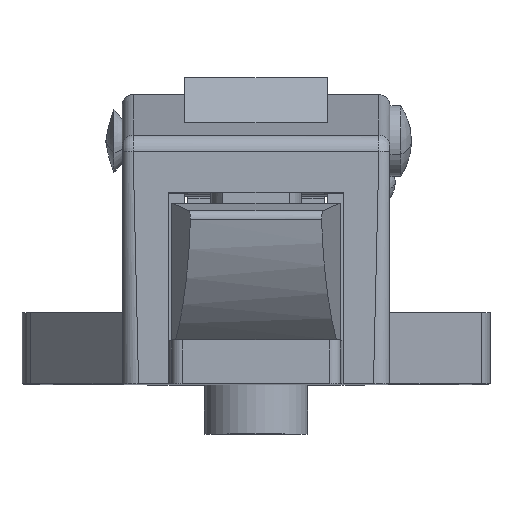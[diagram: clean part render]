
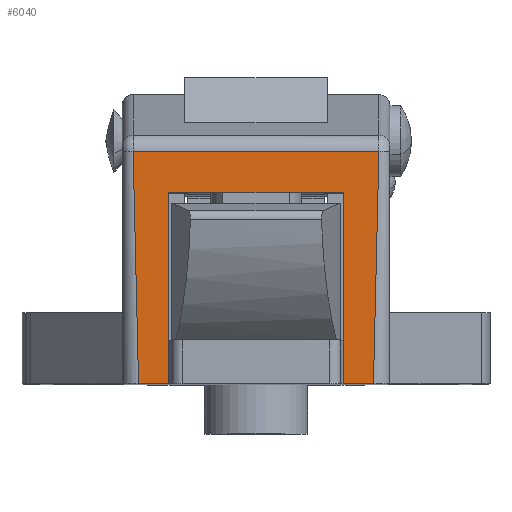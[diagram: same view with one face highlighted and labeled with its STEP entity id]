
A CAD part, top view. The second image highlights one B-rep face of the part: STEP entity #6040.
In plain terms, the highlighted planar face has unit normal (0, 0, 1).
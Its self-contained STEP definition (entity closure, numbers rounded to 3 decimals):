
#490 = CARTESIAN_POINT ( 'NONE',  ( 22.5, 42.496, 0. ) ) ;
#491 = CARTESIAN_POINT ( 'NONE',  ( 22.5, 28.331, 0. ) ) ;
#492 = CARTESIAN_POINT ( 'NONE',  ( 21.5, 14.165, 0. ) ) ;
#493 = CARTESIAN_POINT ( 'NONE',  ( 21.5, 0., 0. ) ) ;
#494 = CARTESIAN_POINT ( 'NONE',  ( 22.5, 42.496, 0. ) ) ;
#495 = B_SPLINE_CURVE_WITH_KNOTS ( 'NONE', 3,
 ( #493, #492, #491, #490 ),
 .UNSPECIFIED., .F., .F.,
 ( 4, 4 ),
 ( 0.667, 1. ),
 .UNSPECIFIED. ) ;
#509 = CARTESIAN_POINT ( 'NONE',  ( -16., 35., 0. ) ) ;
#510 = CARTESIAN_POINT ( 'NONE',  ( 16., 35., 0. ) ) ;
#511 = DIRECTION ( 'NONE',  ( -1., 0., 0. ) ) ;
#512 = VECTOR ( 'NONE', #511, 1000. ) ;
#513 = CARTESIAN_POINT ( 'NONE',  ( -16., 35., 0. ) ) ;
#518 = LINE ( 'NONE', #513, #512 ) ;
#595 = DIRECTION ( 'NONE',  ( 0., -1., 0. ) ) ;
#596 = VECTOR ( 'NONE', #595, 1000. ) ;
#597 = CARTESIAN_POINT ( 'NONE',  ( 16., 35., 0. ) ) ;
#598 = LINE ( 'NONE', #597, #596 ) ;
#644 = DIRECTION ( 'NONE',  ( -1., 0., 0. ) ) ;
#645 = DIRECTION ( 'NONE',  ( 0., 0., -1. ) ) ;
#646 = CARTESIAN_POINT ( 'NONE',  ( -24.5, 13., 0. ) ) ;
#647 = AXIS2_PLACEMENT_3D ( 'NONE', #646, #645, #644 ) ;
#648 = PLANE ( 'NONE',  #647 ) ;
#649 = FACE_OUTER_BOUND ( 'NONE', #5994, .T. ) ;
#711 = DIRECTION ( 'NONE',  ( 0., -1., 0. ) ) ;
#712 = VECTOR ( 'NONE', #711, 1000. ) ;
#713 = CARTESIAN_POINT ( 'NONE',  ( -16., 35., 0. ) ) ;
#714 = LINE ( 'NONE', #713, #712 ) ;
#720 = CARTESIAN_POINT ( 'NONE',  ( -21.5, 0., 0. ) ) ;
#721 = CARTESIAN_POINT ( 'NONE',  ( -21.5, 14.165, 0. ) ) ;
#722 = CARTESIAN_POINT ( 'NONE',  ( -22.5, 28.331, 0. ) ) ;
#723 = CARTESIAN_POINT ( 'NONE',  ( -22.5, 42.496, 0. ) ) ;
#730 = DIRECTION ( 'NONE',  ( -1., 0., 0. ) ) ;
#731 = VECTOR ( 'NONE', #730, 1000. ) ;
#732 = CARTESIAN_POINT ( 'NONE',  ( -24.5, 42.496, 0. ) ) ;
#733 = LINE ( 'NONE', #732, #731 ) ;
#798 = B_SPLINE_CURVE_WITH_KNOTS ( 'NONE', 3,
 ( #723, #722, #721, #720 ),
 .UNSPECIFIED., .F., .F.,
 ( 4, 4 ),
 ( 0., 0.333 ),
 .UNSPECIFIED. ) ;
#799 = CARTESIAN_POINT ( 'NONE',  ( -22.5, 42.496, 0. ) ) ;
#5387 = VERTEX_POINT ( 'NONE', #10874 ) ;
#5403 = VERTEX_POINT ( 'NONE', #11102 ) ;
#5405 = EDGE_CURVE ( 'NONE', #5406, #5403, #11082, .T. ) ;
#5406 = VERTEX_POINT ( 'NONE', #11078 ) ;
#5455 = EDGE_CURVE ( 'NONE', #5456, #5387, #11014, .T. ) ;
#5456 = VERTEX_POINT ( 'NONE', #11010 ) ;
#5989 = ORIENTED_EDGE ( 'NONE', *, *, #5990, .T. ) ;
#5990 = EDGE_CURVE ( 'NONE', #6013, #5456, #598, .T. ) ;
#5991 = ORIENTED_EDGE ( 'NONE', *, *, #5455, .T. ) ;
#5992 = ORIENTED_EDGE ( 'NONE', *, *, #6047, .T. ) ;
#5994 = EDGE_LOOP ( 'NONE', ( #5997, #5989, #5991, #5992, #6163, #6174, #6086, #6087 ) ) ;
#5997 = ORIENTED_EDGE ( 'NONE', *, *, #6012, .F. ) ;
#6012 = EDGE_CURVE ( 'NONE', #6013, #6014, #518, .T. ) ;
#6013 = VERTEX_POINT ( 'NONE', #510 ) ;
#6014 = VERTEX_POINT ( 'NONE', #509 ) ;
#6040 = ADVANCED_FACE ( 'NONE', ( #649 ), #648, .F. ) ;
#6047 = EDGE_CURVE ( 'NONE', #5387, #6048, #495, .T. ) ;
#6048 = VERTEX_POINT ( 'NONE', #494 ) ;
#6086 = ORIENTED_EDGE ( 'NONE', *, *, #5405, .T. ) ;
#6087 = ORIENTED_EDGE ( 'NONE', *, *, #6088, .F. ) ;
#6088 = EDGE_CURVE ( 'NONE', #6014, #5403, #714, .T. ) ;
#6163 = ORIENTED_EDGE ( 'NONE', *, *, #6164, .T. ) ;
#6164 = EDGE_CURVE ( 'NONE', #6048, #6173, #733, .T. ) ;
#6173 = VERTEX_POINT ( 'NONE', #799 ) ;
#6174 = ORIENTED_EDGE ( 'NONE', *, *, #6175, .T. ) ;
#6175 = EDGE_CURVE ( 'NONE', #6173, #5406, #798, .T. ) ;
#10874 = CARTESIAN_POINT ( 'NONE',  ( 21.5, 0., 0. ) ) ;
#11010 = CARTESIAN_POINT ( 'NONE',  ( 16., 0., 0. ) ) ;
#11011 = DIRECTION ( 'NONE',  ( 1., 0., 0. ) ) ;
#11012 = VECTOR ( 'NONE', #11011, 1000. ) ;
#11013 = CARTESIAN_POINT ( 'NONE',  ( -24.5, 0., 0. ) ) ;
#11014 = LINE ( 'NONE', #11013, #11012 ) ;
#11078 = CARTESIAN_POINT ( 'NONE',  ( -21.5, 0., 0. ) ) ;
#11079 = DIRECTION ( 'NONE',  ( 1., 0., 0. ) ) ;
#11080 = VECTOR ( 'NONE', #11079, 1000. ) ;
#11081 = CARTESIAN_POINT ( 'NONE',  ( -24.5, 0., 0. ) ) ;
#11082 = LINE ( 'NONE', #11081, #11080 ) ;
#11102 = CARTESIAN_POINT ( 'NONE',  ( -16., 0., 0. ) ) ;
